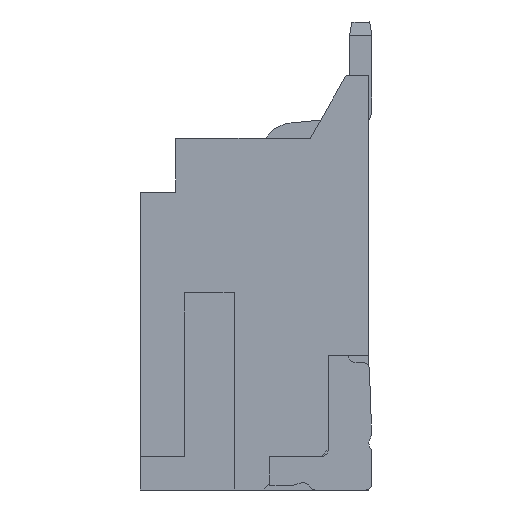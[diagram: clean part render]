
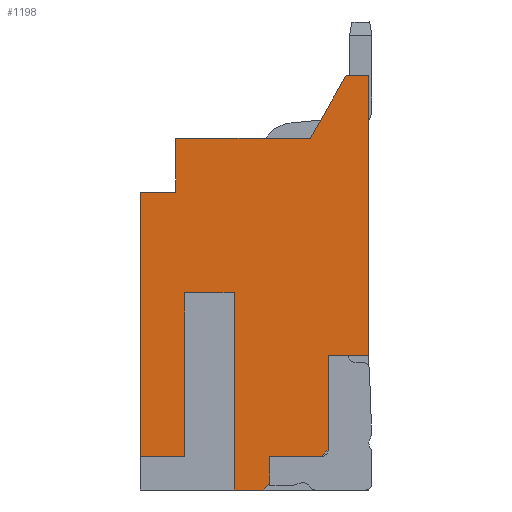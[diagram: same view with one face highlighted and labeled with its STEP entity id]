
A CAD part, left-side view. The second image highlights one B-rep face of the part: STEP entity #1198.
In plain terms, the highlighted planar face has unit normal (-1, 0, 0).
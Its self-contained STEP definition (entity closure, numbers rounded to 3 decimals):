
#316 = DIRECTION ( 'NONE',  ( 0., -1., 0. ) ) ;
#317 = LINE ( 'NONE', #13578, #6267 ) ;
#340 = DIRECTION ( 'NONE',  ( 0., 0., 1. ) ) ;
#500 = LINE ( 'NONE', #4394, #4218 ) ;
#590 = AXIS2_PLACEMENT_3D ( 'NONE', #7575, #4917, #15796 ) ;
#648 = VERTEX_POINT ( 'NONE', #6921 ) ;
#674 = EDGE_CURVE ( 'NONE', #17067, #4666, #3383, .T. ) ;
#694 = DIRECTION ( 'NONE',  ( 0., -1., 0. ) ) ;
#766 = LINE ( 'NONE', #10172, #4321 ) ;
#856 = VECTOR ( 'NONE', #1369, 1000. ) ;
#1058 = DIRECTION ( 'NONE',  ( 0., -1., 0. ) ) ;
#1073 = LINE ( 'NONE', #14581, #17424 ) ;
#1117 = DIRECTION ( 'NONE',  ( 0., 1., 0. ) ) ;
#1198 = ADVANCED_FACE ( 'NONE', ( #16761 ), #14277, .F. ) ;
#1369 = DIRECTION ( 'NONE',  ( 0., -0.496, 0.868 ) ) ;
#1841 = DIRECTION ( 'NONE',  ( 0., -1., 0. ) ) ;
#1922 = DIRECTION ( 'NONE',  ( 0., 1., 0. ) ) ;
#1976 = EDGE_CURVE ( 'NONE', #4168, #16460, #5096, .T. ) ;
#2012 = VECTOR ( 'NONE', #1117, 1000. ) ;
#2066 = DIRECTION ( 'NONE',  ( 0., 0., -1. ) ) ;
#2067 = CARTESIAN_POINT ( 'NONE',  ( -8., -4.2, -6.95 ) ) ;
#2131 = ORIENTED_EDGE ( 'NONE', *, *, #14089, .F. ) ;
#2209 = VECTOR ( 'NONE', #316, 1000. ) ;
#2241 = EDGE_CURVE ( 'NONE', #16460, #17067, #766, .T. ) ;
#2317 = CARTESIAN_POINT ( 'NONE',  ( -8., -2.55, -1.2 ) ) ;
#2504 = VERTEX_POINT ( 'NONE', #4436 ) ;
#2547 = LINE ( 'NONE', #9280, #2012 ) ;
#2651 = ORIENTED_EDGE ( 'NONE', *, *, #2241, .F. ) ;
#2701 = CARTESIAN_POINT ( 'NONE',  ( -8., -2.55, -7.1 ) ) ;
#2703 = ORIENTED_EDGE ( 'NONE', *, *, #14239, .F. ) ;
#2865 = VECTOR ( 'NONE', #16670, 1000. ) ;
#2934 = LINE ( 'NONE', #4278, #2865 ) ;
#3025 = LINE ( 'NONE', #10824, #7145 ) ;
#3042 = VECTOR ( 'NONE', #15451, 1000. ) ;
#3178 = CARTESIAN_POINT ( 'NONE',  ( -8., -0.8, -1.2 ) ) ;
#3223 = VERTEX_POINT ( 'NONE', #6736 ) ;
#3383 = LINE ( 'NONE', #10288, #4016 ) ;
#3386 = EDGE_CURVE ( 'NONE', #7072, #7344, #8471, .T. ) ;
#3868 = CARTESIAN_POINT ( 'NONE',  ( -8., -2.75, -7.85 ) ) ;
#3986 = VECTOR ( 'NONE', #10804, 1000. ) ;
#4016 = VECTOR ( 'NONE', #694, 1000. ) ;
#4151 = VERTEX_POINT ( 'NONE', #3868 ) ;
#4168 = VERTEX_POINT ( 'NONE', #13791 ) ;
#4218 = VECTOR ( 'NONE', #340, 1000. ) ;
#4278 = CARTESIAN_POINT ( 'NONE',  ( -8., -2.55, -4.85 ) ) ;
#4321 = VECTOR ( 'NONE', #13102, 1000. ) ;
#4394 = CARTESIAN_POINT ( 'NONE',  ( -8., 0., -3.225 ) ) ;
#4436 = CARTESIAN_POINT ( 'NONE',  ( -8., -1., -3.45 ) ) ;
#4666 = VERTEX_POINT ( 'NONE', #15283 ) ;
#4917 = DIRECTION ( 'NONE',  ( 1., 0., 0. ) ) ;
#4951 = EDGE_CURVE ( 'NONE', #7946, #15046, #5226, .T. ) ;
#5096 = LINE ( 'NONE', #2317, #10703 ) ;
#5109 = VERTEX_POINT ( 'NONE', #16451 ) ;
#5226 = LINE ( 'NONE', #16195, #11413 ) ;
#5504 = DIRECTION ( 'NONE',  ( 0., 0.707, -0.707 ) ) ;
#5593 = ORIENTED_EDGE ( 'NONE', *, *, #5853, .F. ) ;
#5772 = LINE ( 'NONE', #8516, #15936 ) ;
#5853 = EDGE_CURVE ( 'NONE', #7409, #2504, #2547, .T. ) ;
#6267 = VECTOR ( 'NONE', #1841, 1000. ) ;
#6513 = VECTOR ( 'NONE', #11207, 1000. ) ;
#6526 = CARTESIAN_POINT ( 'NONE',  ( -8., -5.1, -3.225 ) ) ;
#6736 = CARTESIAN_POINT ( 'NONE',  ( -8., -2.9, -7.1 ) ) ;
#6893 = EDGE_CURVE ( 'NONE', #5109, #648, #16295, .T. ) ;
#6921 = CARTESIAN_POINT ( 'NONE',  ( -8., 0., -7.1 ) ) ;
#7072 = VERTEX_POINT ( 'NONE', #14727 ) ;
#7145 = VECTOR ( 'NONE', #13776, 1000. ) ;
#7232 = CARTESIAN_POINT ( 'NONE',  ( -8., -2.9, -6.025 ) ) ;
#7297 = ORIENTED_EDGE ( 'NONE', *, *, #6893, .F. ) ;
#7344 = VERTEX_POINT ( 'NONE', #8738 ) ;
#7409 = VERTEX_POINT ( 'NONE', #14262 ) ;
#7575 = CARTESIAN_POINT ( 'NONE',  ( -8., -2.55, -3.225 ) ) ;
#7692 = ORIENTED_EDGE ( 'NONE', *, *, #7936, .F. ) ;
#7936 = EDGE_CURVE ( 'NONE', #10633, #7946, #5772, .T. ) ;
#7946 = VERTEX_POINT ( 'NONE', #2067 ) ;
#8471 = LINE ( 'NONE', #14995, #2209 ) ;
#8516 = CARTESIAN_POINT ( 'NONE',  ( -8., -4.2, -3.225 ) ) ;
#8738 = CARTESIAN_POINT ( 'NONE',  ( -8., -5.1, 1.4 ) ) ;
#8867 = DIRECTION ( 'NONE',  ( 0., 0.707, -0.707 ) ) ;
#9190 = ORIENTED_EDGE ( 'NONE', *, *, #3386, .F. ) ;
#9280 = CARTESIAN_POINT ( 'NONE',  ( -8., -2.55, -3.45 ) ) ;
#9654 = CARTESIAN_POINT ( 'NONE',  ( -8., -2.9, -7.7 ) ) ;
#9944 = EDGE_CURVE ( 'NONE', #16170, #3223, #13844, .T. ) ;
#10172 = CARTESIAN_POINT ( 'NONE',  ( -8., -0.8, -3.925 ) ) ;
#10187 = ORIENTED_EDGE ( 'NONE', *, *, #14658, .F. ) ;
#10200 = VECTOR ( 'NONE', #8867, 1000. ) ;
#10224 = CARTESIAN_POINT ( 'NONE',  ( -8., -4.05, -7.1 ) ) ;
#10253 = ORIENTED_EDGE ( 'NONE', *, *, #1976, .F. ) ;
#10288 = CARTESIAN_POINT ( 'NONE',  ( -8., -2.55, 0. ) ) ;
#10517 = ORIENTED_EDGE ( 'NONE', *, *, #11192, .T. ) ;
#10633 = VERTEX_POINT ( 'NONE', #15247 ) ;
#10703 = VECTOR ( 'NONE', #1058, 1000. ) ;
#10804 = DIRECTION ( 'NONE',  ( 0., 0., 1. ) ) ;
#10824 = CARTESIAN_POINT ( 'NONE',  ( -8., -2.1, -3.225 ) ) ;
#11192 = EDGE_CURVE ( 'NONE', #12981, #4151, #317, .T. ) ;
#11207 = DIRECTION ( 'NONE',  ( 0., 1., 0. ) ) ;
#11413 = VECTOR ( 'NONE', #5504, 1000. ) ;
#11511 = CARTESIAN_POINT ( 'NONE',  ( -8., -2.55, -7.1 ) ) ;
#12108 = ORIENTED_EDGE ( 'NONE', *, *, #4951, .F. ) ;
#12114 = EDGE_CURVE ( 'NONE', #12981, #7409, #3025, .T. ) ;
#12243 = VERTEX_POINT ( 'NONE', #13281 ) ;
#12926 = LINE ( 'NONE', #11511, #17664 ) ;
#12941 = CARTESIAN_POINT ( 'NONE',  ( -8., -2.9, -7.7 ) ) ;
#12981 = VERTEX_POINT ( 'NONE', #13027 ) ;
#13027 = CARTESIAN_POINT ( 'NONE',  ( -8., -2.1, -7.85 ) ) ;
#13102 = DIRECTION ( 'NONE',  ( 0., 0., 1. ) ) ;
#13281 = CARTESIAN_POINT ( 'NONE',  ( -8., -5.1, -4.85 ) ) ;
#13291 = ORIENTED_EDGE ( 'NONE', *, *, #14409, .T. ) ;
#13299 = ORIENTED_EDGE ( 'NONE', *, *, #9944, .T. ) ;
#13374 = LINE ( 'NONE', #6526, #3986 ) ;
#13412 = ORIENTED_EDGE ( 'NONE', *, *, #15350, .F. ) ;
#13578 = CARTESIAN_POINT ( 'NONE',  ( -8., -2.55, -7.85 ) ) ;
#13609 = CARTESIAN_POINT ( 'NONE',  ( -8., -3.8, 0. ) ) ;
#13776 = DIRECTION ( 'NONE',  ( 0., 0., 1. ) ) ;
#13791 = CARTESIAN_POINT ( 'NONE',  ( -8., 0., -1.2 ) ) ;
#13839 = CARTESIAN_POINT ( 'NONE',  ( -8., -0.8, 0. ) ) ;
#13844 = LINE ( 'NONE', #7232, #3042 ) ;
#14035 = ORIENTED_EDGE ( 'NONE', *, *, #12114, .F. ) ;
#14089 = EDGE_CURVE ( 'NONE', #648, #4168, #500, .T. ) ;
#14239 = EDGE_CURVE ( 'NONE', #16170, #4151, #15883, .T. ) ;
#14262 = CARTESIAN_POINT ( 'NONE',  ( -8., -2.1, -3.45 ) ) ;
#14277 = PLANE ( 'NONE',  #590 ) ;
#14409 = EDGE_CURVE ( 'NONE', #12243, #7344, #13374, .T. ) ;
#14581 = CARTESIAN_POINT ( 'NONE',  ( -8., -1., -3.225 ) ) ;
#14658 = EDGE_CURVE ( 'NONE', #15046, #3223, #12926, .T. ) ;
#14727 = CARTESIAN_POINT ( 'NONE',  ( -8., -4.6, 1.4 ) ) ;
#14960 = DIRECTION ( 'NONE',  ( 0., 0., -1. ) ) ;
#14995 = CARTESIAN_POINT ( 'NONE',  ( -8., -4.85, 1.4 ) ) ;
#15046 = VERTEX_POINT ( 'NONE', #10224 ) ;
#15247 = CARTESIAN_POINT ( 'NONE',  ( -8., -4.2, -4.85 ) ) ;
#15283 = CARTESIAN_POINT ( 'NONE',  ( -8., -3.8, 0. ) ) ;
#15350 = EDGE_CURVE ( 'NONE', #4666, #7072, #16637, .T. ) ;
#15451 = DIRECTION ( 'NONE',  ( 0., 0., 1. ) ) ;
#15709 = EDGE_CURVE ( 'NONE', #2504, #5109, #1073, .T. ) ;
#15796 = DIRECTION ( 'NONE',  ( 0., 0., -1. ) ) ;
#15883 = LINE ( 'NONE', #12941, #10200 ) ;
#15936 = VECTOR ( 'NONE', #14960, 1000. ) ;
#16152 = EDGE_CURVE ( 'NONE', #12243, #10633, #2934, .T. ) ;
#16170 = VERTEX_POINT ( 'NONE', #9654 ) ;
#16179 = ORIENTED_EDGE ( 'NONE', *, *, #674, .F. ) ;
#16180 = EDGE_LOOP ( 'NONE', ( #12108, #7692, #16979, #13291, #9190, #13412, #16179, #2651, #10253, #2131, #7297, #16491, #5593, #14035, #10517, #2703, #13299, #10187 ) ) ;
#16195 = CARTESIAN_POINT ( 'NONE',  ( -8., -4.2, -6.95 ) ) ;
#16295 = LINE ( 'NONE', #2701, #6513 ) ;
#16451 = CARTESIAN_POINT ( 'NONE',  ( -8., -1., -7.1 ) ) ;
#16460 = VERTEX_POINT ( 'NONE', #3178 ) ;
#16491 = ORIENTED_EDGE ( 'NONE', *, *, #15709, .F. ) ;
#16637 = LINE ( 'NONE', #13609, #856 ) ;
#16670 = DIRECTION ( 'NONE',  ( 0., 1., 0. ) ) ;
#16761 = FACE_OUTER_BOUND ( 'NONE', #16180, .T. ) ;
#16979 = ORIENTED_EDGE ( 'NONE', *, *, #16152, .F. ) ;
#17067 = VERTEX_POINT ( 'NONE', #13839 ) ;
#17424 = VECTOR ( 'NONE', #2066, 1000. ) ;
#17664 = VECTOR ( 'NONE', #1922, 1000. ) ;
